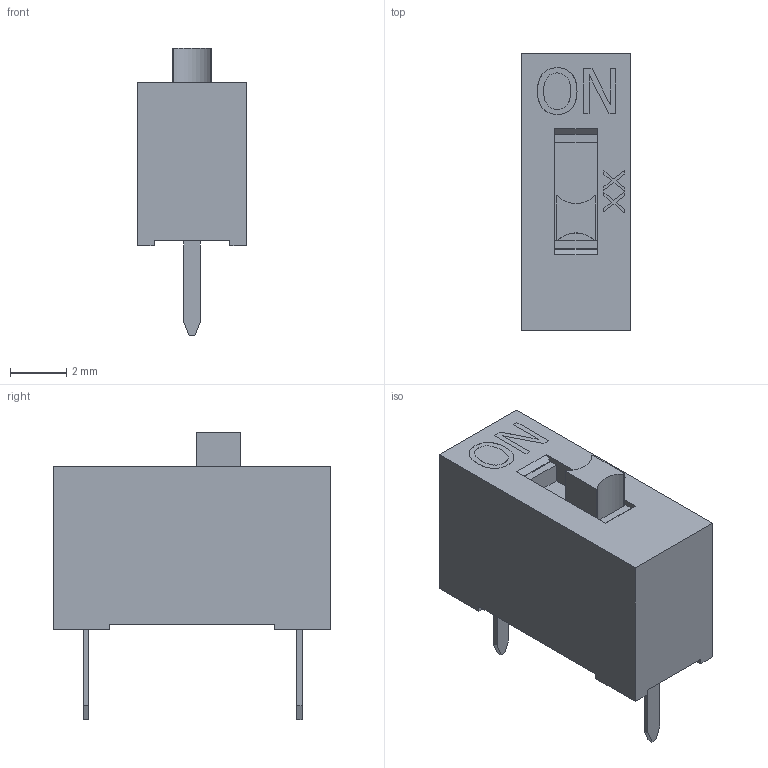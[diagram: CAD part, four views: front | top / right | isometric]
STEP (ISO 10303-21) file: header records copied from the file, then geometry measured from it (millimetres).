
FILE_DESCRIPTION(/* description */ (''),/* implementation_level */ '2;1');
FILE_NAME(/* name */ 'KAS1101Ex.stp',/* time_stamp */ '2025-05-21T10:31:36-05:00',/* author */ ('mroman'),/* organization */ (''),/* preprocessor_version */ 'ST-DEVELOPER v18.1',/* originating_system */ 'Autodesk Inventor 2022',/* authorisation */ '');
FILE_SCHEMA (('AUTOMOTIVE_DESIGN { 1 0 10303 214 3 1 1 }','FEATURE_BASED_PROCESS_PLANNING'));
Length unit declared in the file: centimetre
Products named in the file (1): KAS1101Ex
Bounding box: 3.9 x 9.9 x 10.25 mm (x, y, z)
Volume: 211.6 mm3; surface area: 277.7 mm2
Topology: 1 solids, 1 shells, 125 faces, 342 edges, 228 vertices
Faces by surface type: plane 99, bspline 22, cylinder 4
Entity records: 4088 total; most frequent: CARTESIAN_POINT 1008, ORIENTED_EDGE 684, DIRECTION 514, EDGE_CURVE 342, LINE 290, VECTOR 290, VERTEX_POINT 228, EDGE_LOOP 134
